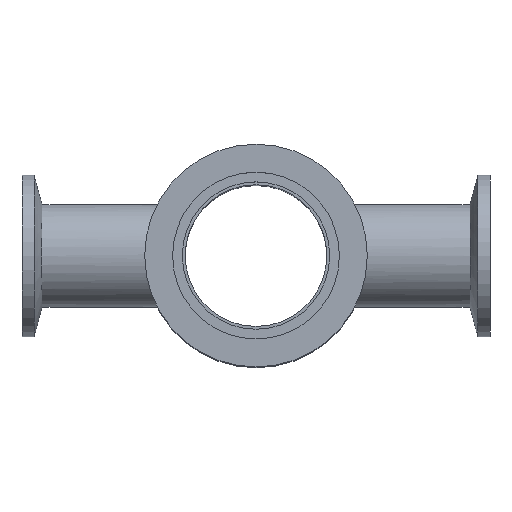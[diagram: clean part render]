
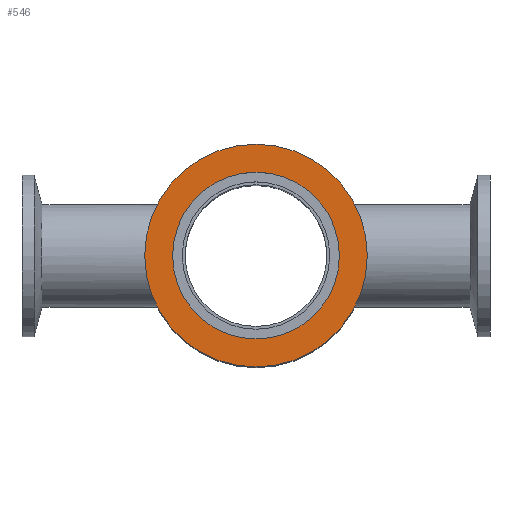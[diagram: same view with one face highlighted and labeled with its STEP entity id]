
A CAD part, top view. The second image highlights one B-rep face of the part: STEP entity #546.
In plain terms, the highlighted face is planar.
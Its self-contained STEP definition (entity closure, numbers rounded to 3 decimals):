
#62=PLANE('',#686);
#74=FACE_BOUND('',#169,.T.);
#86=CIRCLE('',#663,27.5);
#87=CIRCLE('',#664,27.5);
#100=CIRCLE('',#684,20.6);
#101=CIRCLE('',#685,20.6);
#134=FACE_OUTER_BOUND('',#168,.T.);
#168=EDGE_LOOP('',(#453,#454));
#169=EDGE_LOOP('',(#455,#456));
#256=VERTEX_POINT('',#1156);
#257=VERTEX_POINT('',#1158);
#270=VERTEX_POINT('',#1195);
#271=VERTEX_POINT('',#1197);
#319=EDGE_CURVE('',#256,#257,#86,.T.);
#320=EDGE_CURVE('',#257,#256,#87,.T.);
#337=EDGE_CURVE('',#271,#270,#100,.T.);
#338=EDGE_CURVE('',#270,#271,#101,.T.);
#453=ORIENTED_EDGE('',*,*,#320,.F.);
#454=ORIENTED_EDGE('',*,*,#319,.F.);
#455=ORIENTED_EDGE('',*,*,#337,.T.);
#456=ORIENTED_EDGE('',*,*,#338,.T.);
#546=ADVANCED_FACE('',(#134,#74),#62,.T.);
#663=AXIS2_PLACEMENT_3D('',#1159,#765,#766);
#664=AXIS2_PLACEMENT_3D('',#1160,#767,#768);
#684=AXIS2_PLACEMENT_3D('',#1198,#811,#812);
#685=AXIS2_PLACEMENT_3D('',#1199,#813,#814);
#686=AXIS2_PLACEMENT_3D('',#1200,#815,#816);
#765=DIRECTION('center_axis',(0.,1.,0.));
#766=DIRECTION('ref_axis',(1.,0.,0.));
#767=DIRECTION('center_axis',(0.,1.,0.));
#768=DIRECTION('ref_axis',(1.,0.,0.));
#811=DIRECTION('center_axis',(0.,1.,0.));
#812=DIRECTION('ref_axis',(1.,0.,0.));
#813=DIRECTION('center_axis',(0.,1.,0.));
#814=DIRECTION('ref_axis',(1.,0.,0.));
#815=DIRECTION('center_axis',(0.,-1.,0.));
#816=DIRECTION('ref_axis',(0.,0.,-1.));
#1156=CARTESIAN_POINT('',(27.5,0.,0.));
#1158=CARTESIAN_POINT('',(-27.5,0.,0.));
#1159=CARTESIAN_POINT('Origin',(0.,0.,0.));
#1160=CARTESIAN_POINT('Origin',(0.,0.,0.));
#1195=CARTESIAN_POINT('',(20.6,0.,0.));
#1197=CARTESIAN_POINT('',(-20.6,0.,0.));
#1198=CARTESIAN_POINT('Origin',(0.,0.,0.));
#1199=CARTESIAN_POINT('Origin',(0.,0.,0.));
#1200=CARTESIAN_POINT('Origin',(-27.5,0.,0.));
